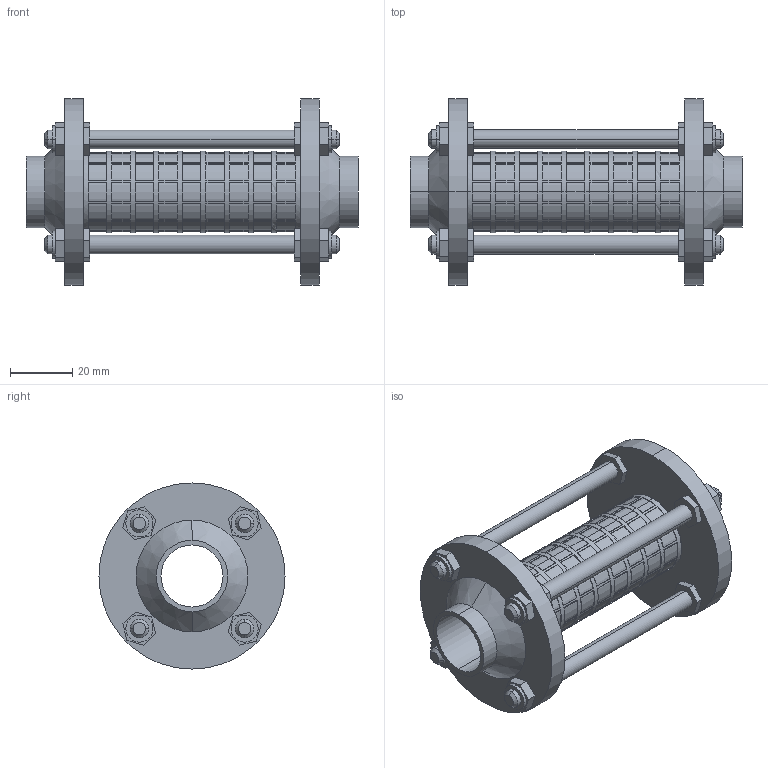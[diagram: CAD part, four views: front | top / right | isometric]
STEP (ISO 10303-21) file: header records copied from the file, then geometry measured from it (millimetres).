
FILE_DESCRIPTION (( 'STEP AP203' ), '1' );
FILE_NAME ('3D_M-7006_DN20_174601055.STEP', '2024-10-04T10:35:56', ( '' ), ( '' ), 'SwSTEP 2.0', 'SolidWorks 2024', '' );
FILE_SCHEMA (( 'CONFIG_CONTROL_DESIGN' ));
Length unit declared in the file: millimetre
Products named in the file (1): 3D_M-7006_DN20_174601055
Bounding box: 107 x 60 x 60 mm (x, y, z)
Volume: 62223.9 mm3; surface area: 39708.8 mm2
Topology: 10 solids, 10 shells, 683 faces, 1978 edges, 1312 vertices
Faces by surface type: plane 581, cylinder 82, cone 20
Entity records: 23207 total; most frequent: DIRECTION 4034, CARTESIAN_POINT 3974, ORIENTED_EDGE 3956, EDGE_CURVE 1978, AXIS2_PLACEMENT_3D 1372, VERTEX_POINT 1312, VECTOR 1290, LINE 1290
